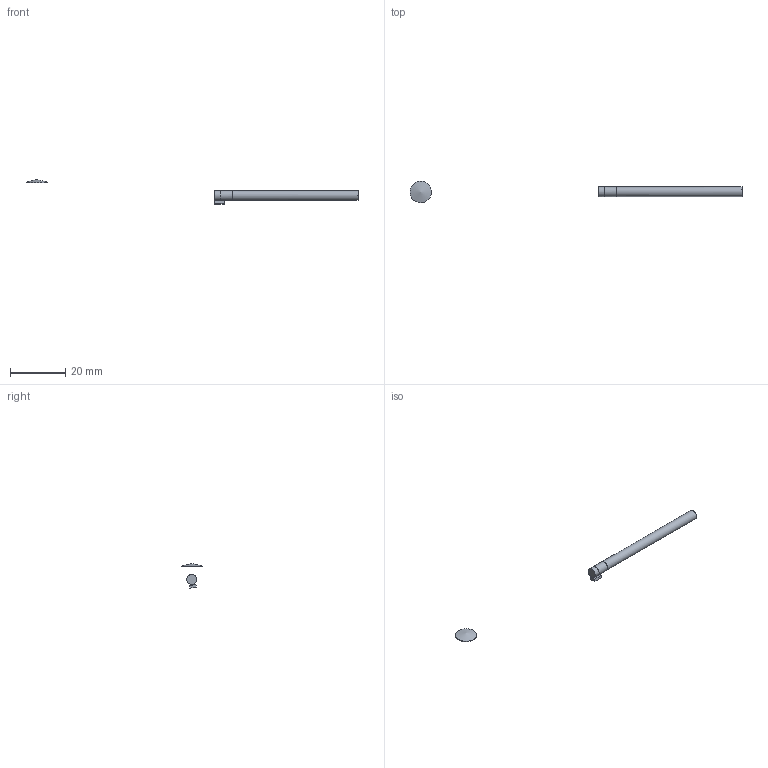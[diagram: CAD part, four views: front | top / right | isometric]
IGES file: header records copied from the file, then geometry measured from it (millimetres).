
Global section: file name: Lichtschranke OEPQ12_OSPQ12Mxxxx5M; native system: Autodesk Inventor 2024; preprocessor: unknown; author: cf; organization: di-soric GmbH & Co. KG; date: 20240419.080655; units: millimetre
Bounding box: 120.4 x 7.75 x 8.94 mm (x, y, z)
Volume: 1045.4 mm3; surface area: 1547.5 mm2
Topology: 4 solids, 4 shells, 15 faces, 25 edges, 17 vertices
Faces by surface type: bspline 15
